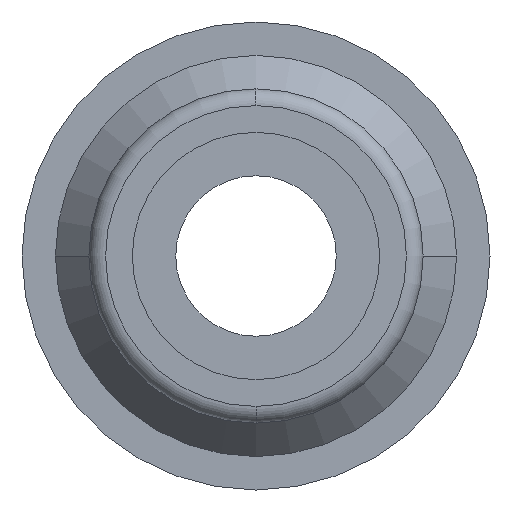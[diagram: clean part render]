
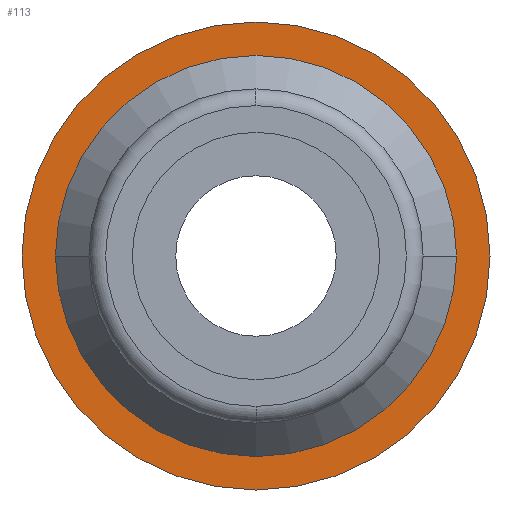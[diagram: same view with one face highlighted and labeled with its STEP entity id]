
A CAD part, front view. The second image highlights one B-rep face of the part: STEP entity #113.
In plain terms, the highlighted planar face has unit normal (0, -1, 0).
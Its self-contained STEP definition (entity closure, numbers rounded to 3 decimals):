
#113=ADVANCED_FACE('',(#237,#238),#239,.T.);
#237=FACE_OUTER_BOUND('',#368,.T.);
#238=FACE_BOUND('',#369,.T.);
#239=PLANE('',#370);
#368=EDGE_LOOP('',(#632,#633));
#369=EDGE_LOOP('',(#634,#635));
#370=AXIS2_PLACEMENT_3D('',#636,#637,#638);
#632=ORIENTED_EDGE('',*,*,#802,.T.);
#633=ORIENTED_EDGE('',*,*,#850,.T.);
#634=ORIENTED_EDGE('',*,*,#788,.F.);
#635=ORIENTED_EDGE('',*,*,#851,.F.);
#636=CARTESIAN_POINT('',(0.0,20.0,0.0));
#637=DIRECTION('',(0.0,-1.0,0.0));
#638=DIRECTION('',(-1.0,0.0,0.0));
#788=EDGE_CURVE('',#945,#941,#947,.T.);
#802=EDGE_CURVE('',#962,#967,#969,.T.);
#850=EDGE_CURVE('',#967,#962,#1033,.T.);
#851=EDGE_CURVE('',#941,#945,#1034,.T.);
#941=VERTEX_POINT('',#1134);
#945=VERTEX_POINT('',#1139);
#947=CIRCLE('',#1142,6.0);
#962=VERTEX_POINT('',#1157);
#967=VERTEX_POINT('',#1163);
#969=CIRCLE('',#1166,7.0);
#1033=CIRCLE('',#1236,7.0);
#1034=CIRCLE('',#1237,6.0);
#1134=CARTESIAN_POINT('',(6.0,20.0,0.));
#1139=CARTESIAN_POINT('',(-6.0,20.0,0.));
#1142=AXIS2_PLACEMENT_3D('',#1348,#1349,#1350);
#1157=CARTESIAN_POINT('',(7.0,20.0,0.0));
#1163=CARTESIAN_POINT('',(-7.0,20.0,0.));
#1166=AXIS2_PLACEMENT_3D('',#1377,#1378,#1379);
#1236=AXIS2_PLACEMENT_3D('',#1464,#1465,#1466);
#1237=AXIS2_PLACEMENT_3D('',#1467,#1468,#1469);
#1348=CARTESIAN_POINT('',(0.0,20.0,0.0));
#1349=DIRECTION('',(0.0,-1.0,0.0));
#1350=DIRECTION('',(1.0,0.0,0.0));
#1377=CARTESIAN_POINT('',(0.0,20.0,0.0));
#1378=DIRECTION('',(0.0,-1.0,0.0));
#1379=DIRECTION('',(1.0,0.0,0.0));
#1464=CARTESIAN_POINT('',(0.0,20.0,0.0));
#1465=DIRECTION('',(0.0,-1.0,0.0));
#1466=DIRECTION('',(1.0,0.0,0.0));
#1467=CARTESIAN_POINT('',(0.0,20.0,0.0));
#1468=DIRECTION('',(0.0,-1.0,0.0));
#1469=DIRECTION('',(1.0,0.0,0.0));
